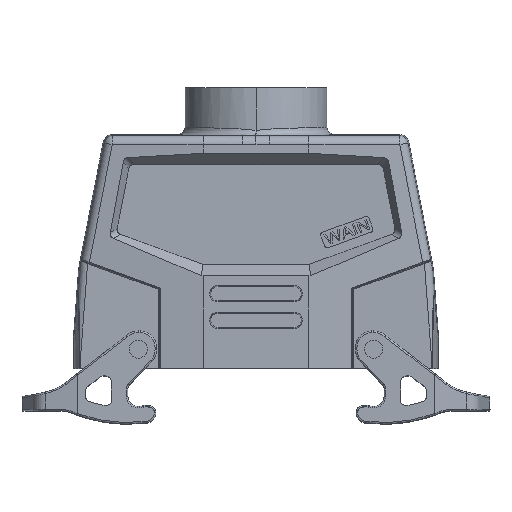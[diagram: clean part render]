
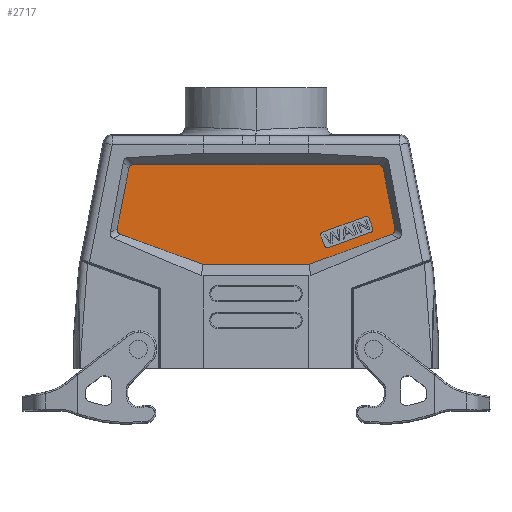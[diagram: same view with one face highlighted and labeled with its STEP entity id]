
A CAD part, top view. The second image highlights one B-rep face of the part: STEP entity #2717.
In plain terms, the highlighted planar face has unit normal (0, 0, 1).
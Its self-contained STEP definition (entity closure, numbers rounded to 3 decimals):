
#470=CIRCLE('',#25476,1.);
#472=CIRCLE('',#25480,1.);
#474=CIRCLE('',#25484,1.);
#477=CIRCLE('',#25489,1.);
#957=FACE_BOUND('',#5825,.T.);
#958=FACE_BOUND('',#5826,.T.);
#1607=PLANE('',#25989);
#2717=ADVANCED_FACE('',(#957,#958),#1607,.T.);
#5825=EDGE_LOOP('',(#16071,#16072,#16073,#16074,#16075,#16076,#16077,#16078));
#5826=EDGE_LOOP('',(#16079,#16080,#16081,#16082,#16083,#16084,#16085,#16086,
#16087,#16088));
#7661=LINE('',#37861,#9957);
#7667=LINE('',#37878,#9963);
#7669=LINE('',#37886,#9965);
#7674=LINE('',#37903,#9970);
#8035=LINE('',#42138,#10331);
#8059=LINE('',#42204,#10355);
#8062=LINE('',#42221,#10358);
#8068=LINE('',#42236,#10364);
#8070=LINE('',#42240,#10366);
#8071=LINE('',#42248,#10367);
#9957=VECTOR('',#29832,1.);
#9963=VECTOR('',#29846,1.);
#9965=VECTOR('',#29856,1.);
#9970=VECTOR('',#29877,1.);
#10331=VECTOR('',#31184,1.);
#10355=VECTOR('',#31248,1.);
#10358=VECTOR('',#31255,1.);
#10364=VECTOR('',#31265,1.);
#10366=VECTOR('',#31269,1.);
#10367=VECTOR('',#31270,1.);
#16071=ORIENTED_EDGE('',*,*,#22240,.F.);
#16072=ORIENTED_EDGE('',*,*,#22245,.F.);
#16073=ORIENTED_EDGE('',*,*,#22247,.F.);
#16074=ORIENTED_EDGE('',*,*,#22249,.F.);
#16075=ORIENTED_EDGE('',*,*,#22252,.F.);
#16076=ORIENTED_EDGE('',*,*,#22237,.F.);
#16077=ORIENTED_EDGE('',*,*,#22257,.F.);
#16078=ORIENTED_EDGE('',*,*,#22258,.F.);
#16079=ORIENTED_EDGE('',*,*,#23047,.F.);
#16080=ORIENTED_EDGE('',*,*,#23048,.F.);
#16081=ORIENTED_EDGE('',*,*,#23049,.F.);
#16082=ORIENTED_EDGE('',*,*,#22997,.T.);
#16083=ORIENTED_EDGE('',*,*,#23001,.F.);
#16084=ORIENTED_EDGE('',*,*,#23033,.T.);
#16085=ORIENTED_EDGE('',*,*,#23038,.F.);
#16086=ORIENTED_EDGE('',*,*,#23037,.T.);
#16087=ORIENTED_EDGE('',*,*,#23045,.F.);
#16088=ORIENTED_EDGE('',*,*,#23050,.F.);
#19274=VERTEX_POINT('',#37860);
#19275=VERTEX_POINT('',#37862);
#19276=VERTEX_POINT('',#37866);
#19278=VERTEX_POINT('',#37869);
#19281=VERTEX_POINT('',#37877);
#19282=VERTEX_POINT('',#37881);
#19284=VERTEX_POINT('',#37887);
#19287=VERTEX_POINT('',#37900);
#19757=VERTEX_POINT('',#42126);
#19758=VERTEX_POINT('',#42131);
#19760=VERTEX_POINT('',#42137);
#19782=VERTEX_POINT('',#42203);
#19783=VERTEX_POINT('',#42207);
#19786=VERTEX_POINT('',#42215);
#19790=VERTEX_POINT('',#42237);
#19791=VERTEX_POINT('',#42241);
#19792=VERTEX_POINT('',#42242);
#19793=VERTEX_POINT('',#42247);
#22237=EDGE_CURVE('',#19274,#19275,#7661,.T.);
#22240=EDGE_CURVE('',#19276,#19278,#470,.T.);
#22245=EDGE_CURVE('',#19281,#19276,#7667,.T.);
#22247=EDGE_CURVE('',#19282,#19281,#472,.T.);
#22249=EDGE_CURVE('',#19284,#19282,#7669,.T.);
#22252=EDGE_CURVE('',#19275,#19284,#474,.T.);
#22257=EDGE_CURVE('',#19287,#19274,#477,.T.);
#22258=EDGE_CURVE('',#19278,#19287,#7674,.T.);
#22997=EDGE_CURVE('',#19758,#19757,#24316,.T.);
#23001=EDGE_CURVE('',#19760,#19757,#8035,.T.);
#23033=EDGE_CURVE('',#19760,#19782,#8059,.T.);
#23037=EDGE_CURVE('',#19783,#19786,#24318,.T.);
#23038=EDGE_CURVE('',#19783,#19782,#8062,.T.);
#23045=EDGE_CURVE('',#19790,#19786,#8068,.T.);
#23047=EDGE_CURVE('',#19791,#19792,#8070,.T.);
#23048=EDGE_CURVE('',#19793,#19791,#24320,.T.);
#23049=EDGE_CURVE('',#19758,#19793,#8071,.T.);
#23050=EDGE_CURVE('',#19792,#19790,#24321,.T.);
#24316=B_SPLINE_CURVE_WITH_KNOTS('',3,(#42127,#42128,#42129,#42130),
 .UNSPECIFIED.,.F.,.F.,(4,4),(0.,1.),.UNSPECIFIED.);
#24318=B_SPLINE_CURVE_WITH_KNOTS('',3,(#42216,#42217,#42218,#42219),
 .UNSPECIFIED.,.F.,.F.,(4,4),(0.,1.),.UNSPECIFIED.);
#24320=B_SPLINE_CURVE_WITH_KNOTS('',3,(#42243,#42244,#42245,#42246),
 .UNSPECIFIED.,.F.,.F.,(4,4),(0.,1.),.UNSPECIFIED.);
#24321=B_SPLINE_CURVE_WITH_KNOTS('',3,(#42249,#42250,#42251,#42252),
 .UNSPECIFIED.,.F.,.F.,(4,4),(0.,1.),.UNSPECIFIED.);
#25476=AXIS2_PLACEMENT_3D('',#37868,#29837,#29838);
#25480=AXIS2_PLACEMENT_3D('',#37883,#29850,#29851);
#25484=AXIS2_PLACEMENT_3D('',#37892,#29861,#29862);
#25489=AXIS2_PLACEMENT_3D('',#37901,#29873,#29874);
#25989=AXIS2_PLACEMENT_3D('',#42253,#31271,#31272);
#29832=DIRECTION('',(0.342,-0.94,0.));
#29837=DIRECTION('',(0.,0.,1.));
#29838=DIRECTION('',(0.94,0.342,0.));
#29846=DIRECTION('',(-0.342,0.94,0.));
#29850=DIRECTION('',(0.,0.,1.));
#29851=DIRECTION('',(0.342,-0.94,0.));
#29856=DIRECTION('',(0.94,0.342,0.));
#29861=DIRECTION('',(0.,0.,1.));
#29862=DIRECTION('',(-0.94,-0.342,0.));
#29873=DIRECTION('',(0.,0.,1.));
#29874=DIRECTION('',(-0.342,0.94,0.));
#29877=DIRECTION('',(-0.94,-0.342,0.));
#31184=DIRECTION('',(-0.94,0.342,0.));
#31248=DIRECTION('',(1.,0.,0.));
#31255=DIRECTION('',(-0.94,-0.342,0.));
#31265=DIRECTION('',(0.191,-0.982,0.));
#31269=DIRECTION('',(1.,0.,0.));
#31270=DIRECTION('',(0.191,0.982,0.));
#31271=DIRECTION('',(0.,0.,1.));
#31272=DIRECTION('',(-1.,0.,0.));
#37860=CARTESIAN_POINT('',(21.506,33.87,22.));
#37861=CARTESIAN_POINT('',(21.506,33.87,22.));
#37862=CARTESIAN_POINT('',(22.703,30.581,22.));
#37866=CARTESIAN_POINT('',(37.481,39.684,22.));
#37868=CARTESIAN_POINT('',(36.541,39.342,22.));
#37869=CARTESIAN_POINT('',(36.199,40.282,22.));
#37877=CARTESIAN_POINT('',(38.678,36.395,22.));
#37878=CARTESIAN_POINT('',(38.678,36.395,22.));
#37881=CARTESIAN_POINT('',(38.08,35.114,22.));
#37883=CARTESIAN_POINT('',(37.738,36.053,22.));
#37886=CARTESIAN_POINT('',(23.985,29.983,22.));
#37887=CARTESIAN_POINT('',(23.985,29.983,22.));
#37892=CARTESIAN_POINT('',(23.643,30.923,22.));
#37900=CARTESIAN_POINT('',(22.104,35.152,22.));
#37901=CARTESIAN_POINT('',(22.446,34.212,22.));
#37903=CARTESIAN_POINT('',(36.199,40.282,22.));
#42126=CARTESIAN_POINT('',(-44.869,34.392,22.));
#42127=CARTESIAN_POINT('',(-45.977,36.35,22.));
#42128=CARTESIAN_POINT('',(-46.147,35.474,22.));
#42129=CARTESIAN_POINT('',(-45.709,34.698,22.));
#42130=CARTESIAN_POINT('',(-44.869,34.392,22.));
#42131=CARTESIAN_POINT('',(-45.977,36.35,22.));
#42137=CARTESIAN_POINT('',(-17.5,24.43,22.));
#42138=CARTESIAN_POINT('',(-17.5,24.43,22.));
#42203=CARTESIAN_POINT('',(17.5,24.43,22.));
#42204=CARTESIAN_POINT('',(-17.5,24.43,22.));
#42207=CARTESIAN_POINT('',(44.869,34.392,22.));
#42215=CARTESIAN_POINT('',(45.977,36.35,22.));
#42216=CARTESIAN_POINT('',(44.869,34.392,22.));
#42217=CARTESIAN_POINT('',(45.708,34.697,22.));
#42218=CARTESIAN_POINT('',(46.148,35.473,22.));
#42219=CARTESIAN_POINT('',(45.977,36.35,22.));
#42221=CARTESIAN_POINT('',(44.869,34.392,22.));
#42236=CARTESIAN_POINT('',(42.139,56.098,22.));
#42237=CARTESIAN_POINT('',(42.139,56.098,22.));
#42240=CARTESIAN_POINT('',(-40.438,57.5,22.));
#42241=CARTESIAN_POINT('',(-40.438,57.5,22.));
#42242=CARTESIAN_POINT('',(40.438,57.5,22.));
#42243=CARTESIAN_POINT('',(-42.139,56.098,22.));
#42244=CARTESIAN_POINT('',(-41.973,56.949,22.));
#42245=CARTESIAN_POINT('',(-41.304,57.5,22.));
#42246=CARTESIAN_POINT('',(-40.438,57.5,22.));
#42247=CARTESIAN_POINT('',(-42.139,56.098,22.));
#42248=CARTESIAN_POINT('',(-45.977,36.35,22.));
#42249=CARTESIAN_POINT('',(40.438,57.5,22.));
#42250=CARTESIAN_POINT('',(41.304,57.5,22.));
#42251=CARTESIAN_POINT('',(41.973,56.949,22.));
#42252=CARTESIAN_POINT('',(42.139,56.098,22.));
#42253=CARTESIAN_POINT('',(0.,40.965,22.));
